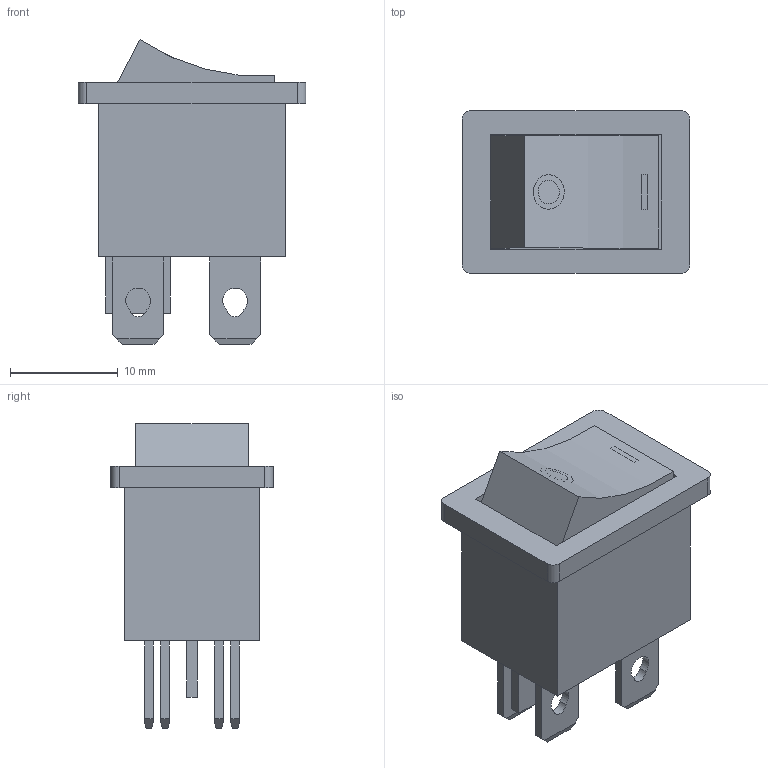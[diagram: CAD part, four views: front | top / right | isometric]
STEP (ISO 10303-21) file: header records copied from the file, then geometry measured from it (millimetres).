
FILE_DESCRIPTION(('Open CASCADE Model'),'2;1');
FILE_NAME('Open CASCADE Shape Model','2024-12-28T13:59:11',('Author'),( 'Open CASCADE'),'Open CASCADE STEP processor 7.7','Open CASCADE 7.7' ,'Unknown');
FILE_SCHEMA(('AUTOMOTIVE_DESIGN { 1 0 10303 214 1 1 1 1 }'));
Length unit declared in the file: millimetre
Products named in the file (17): 7a164efe-c4d8-11ef-8242-010101010000; 7a164eff-c4d8-11ef-9069-010101010000; 7a164eff-c4d8-11ef-9069-010101010000_part; 7a164f00-c4d8-11ef-9e0b-010101010000; 7a164f00-c4d8-11ef-9e0b-010101010000_part; 7a164f01-c4d8-11ef-92a2-010101010000; 7a164f01-c4d8-11ef-92a2-010101010000_part; 7a164f02-c4d8-11ef-9ab6-010101010000; 7a164f02-c4d8-11ef-9ab6-010101010000_part; 7a164f03-c4d8-11ef-9265-010101010000; 7a164f03-c4d8-11ef-9265-010101010000_part; 7a164f04-c4d8-11ef-a16f-010101010000; 7a164f04-c4d8-11ef-a16f-010101010000_part; 7a164f05-c4d8-11ef-93cf-010101010000; 7a164f05-c4d8-11ef-93cf-010101010000_part; 7a164f06-c4d8-11ef-9491-010101010000; 7a164f06-c4d8-11ef-9491-010101010000_part
Assembly tree (16 placements, depth 3):
  7a164efe-c4d8-11ef-8242-010101010000
    7a164eff-c4d8-11ef-9069-010101010000
      7a164eff-c4d8-11ef-9069-010101010000_part
    7a164f00-c4d8-11ef-9e0b-010101010000
      7a164f00-c4d8-11ef-9e0b-010101010000_part
    7a164f01-c4d8-11ef-92a2-010101010000
      7a164f01-c4d8-11ef-92a2-010101010000_part
    7a164f02-c4d8-11ef-9ab6-010101010000
      7a164f02-c4d8-11ef-9ab6-010101010000_part
    7a164f03-c4d8-11ef-9265-010101010000
      7a164f03-c4d8-11ef-9265-010101010000_part
    7a164f04-c4d8-11ef-a16f-010101010000
      7a164f04-c4d8-11ef-a16f-010101010000_part
    7a164f05-c4d8-11ef-93cf-010101010000
      7a164f05-c4d8-11ef-93cf-010101010000_part
    7a164f06-c4d8-11ef-9491-010101010000
      7a164f06-c4d8-11ef-9491-010101010000_part
Bounding box: 21.1 x 15.1 x 28.26 mm (x, y, z)
Volume: 4421.8 mm3; surface area: 2901.5 mm2
Topology: 9 solids, 9 shells, 89 faces, 210 edges, 140 vertices
Faces by surface type: plane 72, cylinder 17
Full cylindrical faces by diameter (mm): 2.2 x1, 3.2 x1
Entity records: 5938 total; most frequent: CARTESIAN_POINT 1230, DIRECTION 850, LINE 564, VECTOR 564, ORIENTED_EDGE 420, PCURVE 420, DEFINITIONAL_REPRESENTATION 420, EDGE_CURVE 210
